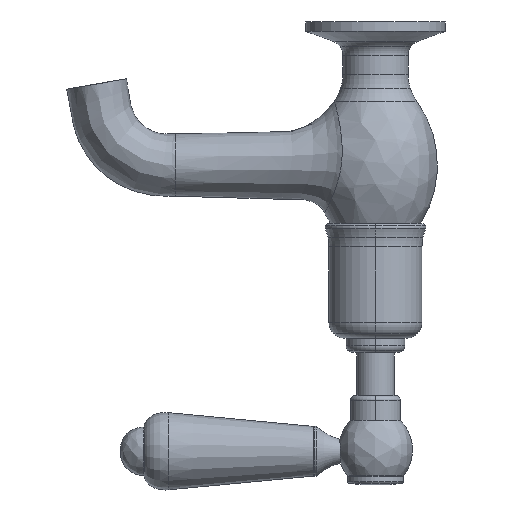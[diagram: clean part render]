
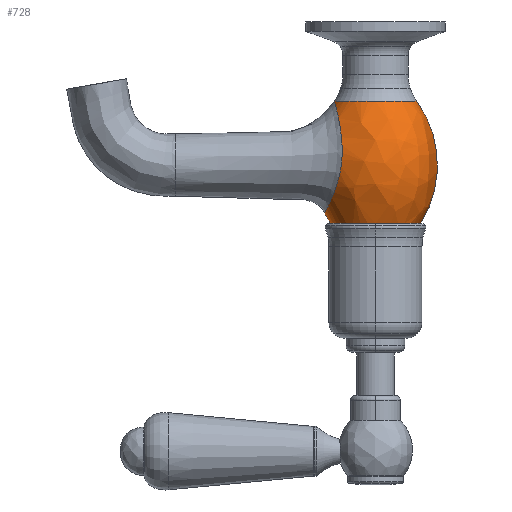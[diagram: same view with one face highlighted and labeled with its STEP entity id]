
A CAD part, front view. The second image highlights one B-rep face of the part: STEP entity #728.
In plain terms, the highlighted free-form (B-spline) face has degree [3, 3] with [7, 4] control points.
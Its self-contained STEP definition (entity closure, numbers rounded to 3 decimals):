
#120=CARTESIAN_POINT('',(221.336,-50.115,60.021));
#121=DIRECTION('',(0.,0.,-1.));
#122=DIRECTION('',(1.,0.,0.));
#123=AXIS2_PLACEMENT_3D('',#120,#121,#122);
#125=CARTESIAN_POINT('',(221.336,-50.115,20.661));
#126=DIRECTION('',(0.,0.,-1.));
#127=DIRECTION('',(1.,0.,0.));
#128=AXIS2_PLACEMENT_3D('',#125,#126,#127);
#145=CARTESIAN_POINT('',(206.336,-50.115,39.496));
#146=DIRECTION('',(0.,-1.,0.));
#147=DIRECTION('',(0.843,0.,-0.538));
#148=AXIS2_PLACEMENT_3D('',#145,#146,#147);
#195=CARTESIAN_POINT('',(236.336,-50.115,39.496));
#196=DIRECTION('',(0.,1.,0.));
#197=DIRECTION('',(-0.843,0.,-0.538));
#198=AXIS2_PLACEMENT_3D('',#195,#196,#197);
#345=CARTESIAN_POINT('',(207.986,-50.115,60.021));
#366=CARTESIAN_POINT('',(204.893,-50.115,24.124));
#367=CARTESIAN_POINT('',(204.893,-50.6,24.124));
#368=CARTESIAN_POINT('',(204.918,-51.565,24.158));
#369=CARTESIAN_POINT('',(205.022,-53.016,24.341));
#370=CARTESIAN_POINT('',(205.192,-54.454,24.651));
#371=CARTESIAN_POINT('',(205.43,-55.888,25.095));
#372=CARTESIAN_POINT('',(205.733,-57.293,25.671));
#373=CARTESIAN_POINT('',(206.09,-58.638,26.373));
#374=CARTESIAN_POINT('',(206.491,-59.92,27.204));
#375=CARTESIAN_POINT('',(206.945,-61.164,28.189));
#376=CARTESIAN_POINT('',(207.428,-62.312,29.292));
#377=CARTESIAN_POINT('',(207.924,-63.351,30.503));
#378=CARTESIAN_POINT('',(208.425,-64.282,31.831));
#379=CARTESIAN_POINT('',(208.904,-65.075,33.234));
#380=CARTESIAN_POINT('',(209.343,-65.721,34.686));
#381=CARTESIAN_POINT('',(209.725,-66.22,36.162));
#382=CARTESIAN_POINT('',(210.038,-66.572,37.63));
#383=CARTESIAN_POINT('',(210.283,-66.794,39.12));
#384=CARTESIAN_POINT('',(210.459,-66.89,40.634));
#385=CARTESIAN_POINT('',(210.565,-66.858,42.189));
#386=CARTESIAN_POINT('',(210.602,-66.69,43.8));
#387=CARTESIAN_POINT('',(210.569,-66.376,45.465));
#388=CARTESIAN_POINT('',(210.466,-65.887,47.219));
#389=CARTESIAN_POINT('',(210.306,-65.224,48.988));
#390=CARTESIAN_POINT('',(210.11,-64.446,50.613));
#391=CARTESIAN_POINT('',(209.891,-63.584,52.083));
#392=CARTESIAN_POINT('',(209.66,-62.644,53.422));
#393=CARTESIAN_POINT('',(209.434,-61.674,54.594));
#394=CARTESIAN_POINT('',(209.216,-60.683,55.618));
#395=CARTESIAN_POINT('',(209.003,-59.651,56.531));
#396=CARTESIAN_POINT('',(208.798,-58.568,57.347));
#397=CARTESIAN_POINT('',(208.606,-57.428,58.071));
#398=CARTESIAN_POINT('',(208.43,-56.227,58.7));
#399=CARTESIAN_POINT('',(208.282,-55.005,59.205));
#400=CARTESIAN_POINT('',(208.164,-53.866,59.558));
#401=CARTESIAN_POINT('',(208.06,-52.658,59.818));
#402=CARTESIAN_POINT('',(207.995,-51.297,59.989));
#403=CARTESIAN_POINT('',(207.986,-50.504,60.021));
#404=CARTESIAN_POINT('',(207.986,-50.115,60.021));
#425=CARTESIAN_POINT('',(204.893,-50.115,24.124));
#449=VERTEX_POINT('',#425);
#450=VERTEX_POINT('',#345);
#479=CARTESIAN_POINT('',(234.686,-50.115,60.021));
#480=VERTEX_POINT('',#479);
#481=CARTESIAN_POINT('',(206.836,-50.115,20.661));
#482=VERTEX_POINT('',#481);
#483=CARTESIAN_POINT('',(235.836,-50.115,20.661));
#484=VERTEX_POINT('',#483);
#688=CARTESIAN_POINT('',(207.323,-49.234,19.961));
#689=CARTESIAN_POINT('',(198.68,-48.69,32.836));
#690=CARTESIAN_POINT('',(199.132,-48.718,48.345));
#691=CARTESIAN_POINT('',(208.51,-49.308,60.692));
#692=CARTESIAN_POINT('',(206.78,-57.858,19.961));
#693=CARTESIAN_POINT('',(197.803,-62.633,32.836));
#694=CARTESIAN_POINT('',(198.272,-62.383,48.345));
#695=CARTESIAN_POINT('',(208.014,-57.201,60.692));
#696=CARTESIAN_POINT('',(212.695,-64.157,19.961));
#697=CARTESIAN_POINT('',(207.366,-72.817,32.836));
#698=CARTESIAN_POINT('',(207.645,-72.364,48.345));
#699=CARTESIAN_POINT('',(213.428,-62.967,60.692));
#700=CARTESIAN_POINT('',(221.336,-64.157,19.961));
#701=CARTESIAN_POINT('',(221.336,-72.817,32.836));
#702=CARTESIAN_POINT('',(221.336,-72.364,48.345));
#703=CARTESIAN_POINT('',(221.336,-62.967,60.692));
#704=CARTESIAN_POINT('',(229.978,-64.157,19.961));
#705=CARTESIAN_POINT('',(235.307,-72.817,32.836));
#706=CARTESIAN_POINT('',(235.028,-72.364,48.345));
#707=CARTESIAN_POINT('',(229.245,-62.967,60.692));
#708=CARTESIAN_POINT('',(235.893,-57.858,19.961));
#709=CARTESIAN_POINT('',(244.87,-62.633,32.836));
#710=CARTESIAN_POINT('',(244.401,-62.383,48.345));
#711=CARTESIAN_POINT('',(234.659,-57.201,60.692));
#712=CARTESIAN_POINT('',(235.35,-49.234,19.961));
#713=CARTESIAN_POINT('',(243.993,-48.69,32.836));
#714=CARTESIAN_POINT('',(243.541,-48.718,48.345));
#715=CARTESIAN_POINT('',(234.163,-49.308,60.692));
#716=(BOUNDED_SURFACE()B_SPLINE_SURFACE(3,3,((#688,#689,#690,#691),(#692,#693,
#694,#695),(#696,#697,#698,#699),(#700,#701,#702,#703),(#704,#705,#706,#707),(
#708,#709,#710,#711),(#712,#713,#714,#715)),.UNSPECIFIED.,.F.,.F.,.F.)B_SPLINE_SURFACE_WITH_KNOTS((4,3,4),(4,4),(0.,1.,2.),(0.,1.),.UNSPECIFIED.)GEOMETRIC_REPRESENTATION_ITEM()RATIONAL_B_SPLINE_SURFACE(((1.31,
1.146,1.146,1.31),(1.034,
0.905,0.905,1.034),(1.034,
0.905,0.905,1.034),(1.31,
1.146,1.146,1.31),(1.034,
0.905,0.905,1.034),(1.034,
0.905,0.905,1.034),(1.31,
1.146,1.146,1.31)))REPRESENTATION_ITEM('')SURFACE());
#718=ORIENTED_EDGE('',*,*,#717,.T.);
#720=ORIENTED_EDGE('',*,*,#719,.T.);
#722=ORIENTED_EDGE('',*,*,#721,.T.);
#723=ORIENTED_EDGE('',*,*,#678,.F.);
#725=ORIENTED_EDGE('',*,*,#724,.F.);
#726=EDGE_LOOP('',(#718,#720,#722,#723,#725));
#727=FACE_OUTER_BOUND('',#726,.F.);
#728=ADVANCED_FACE('',(#727),#716,.T.);
#124=CIRCLE('',#123,13.35);
#129=CIRCLE('',#128,14.5);
#149=CIRCLE('',#148,35.);
#199=CIRCLE('',#198,35.);
#405=B_SPLINE_CURVE_WITH_KNOTS('',3,(#366,#367,#368,#369,#370,#371,#372,#373,
#374,#375,#376,#377,#378,#379,#380,#381,#382,#383,#384,#385,#386,#387,#388,#389,
#390,#391,#392,#393,#394,#395,#396,#397,#398,#399,#400,#401,#402,#403,#404),
.UNSPECIFIED.,.F.,.F.,(4,1,1,1,1,1,1,1,1,1,1,1,1,1,1,1,1,1,1,1,1,1,1,1,1,1,1,1,
1,1,1,1,1,1,1,1,4),(0.,0.028,0.056,0.083,
0.111,0.139,0.167,0.194,
0.222,0.25,0.278,0.306,0.333,
0.361,0.389,0.417,0.444,
0.472,0.5,0.528,0.556,0.583,
0.611,0.639,0.667,0.694,
0.722,0.75,0.778,0.806,0.833,
0.861,0.889,0.917,0.944,
0.972,1.),.UNSPECIFIED.);
#678=EDGE_CURVE('',#480,#450,#124,.T.);
#717=EDGE_CURVE('',#484,#482,#129,.T.);
#719=EDGE_CURVE('',#482,#449,#199,.T.);
#721=EDGE_CURVE('',#449,#450,#405,.T.);
#724=EDGE_CURVE('',#484,#480,#149,.T.);
